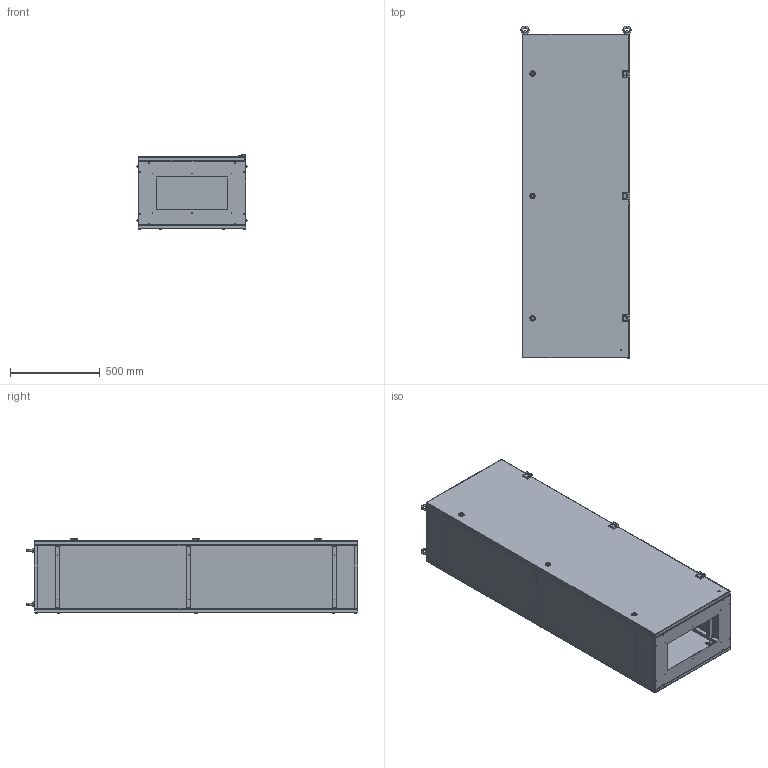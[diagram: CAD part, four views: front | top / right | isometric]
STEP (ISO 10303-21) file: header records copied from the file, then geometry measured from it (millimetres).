
FILE_DESCRIPTION (( 'STEP AP203' ), '1' );
FILE_NAME ('ÙÌÏ 1800õ600õ400 IP31.STEP', '2020-12-25T13:13:47', ( '' ), ( '' ), 'SwSTEP 2.0', 'SolidWorks 2019', '' );
FILE_SCHEMA (( 'CONFIG_CONTROL_DESIGN' ));
Length unit declared in the file: millimetre
Products named in the file (31): Ïåòëÿ óãëîâàÿ Atos MK20.5.V1.25; Ñòåíêà âåðõíÿÿ; Ñòåíêà çàäíÿÿ; hex screw gradeab_din_DIN EN 24017 - M10 x 20-N; Êîðïóñ â ñáîðå; Ñòåíêà ëåâàÿ â ñáîðå; Îïîðà ïðàâàÿ; Îñíîâàíèå ïåòëè; pan head cross recess screw_din2_DIN EN ISO 7045 - M6 x 12 - Z - 12N; Z-ïðîôèëü; hex nut style 1 gradeab_din_Hexagon Nut ISO 4032 - M4 - W - N; Ñòåíêà íèæíÿÿ; Äâåðü â ñáîðå; ﾄ粢; Çàêëåïêà ãàå÷íàÿ Ì6; Øïèëüêà ïðèâàðíàÿ Ì6õ16; lifting eye nut 01_din_DIN 582-M10-N; Ñòåíêà ëåâàÿ; Îïîðà ëåâàÿ; ÙÌÏ 1800õ600õ400 IP31; Ñòåíêà çàäíÿÿ â ñáîðå; Êîðïóñ ïåòëè; Ñòåíêà çàäíÿÿ ÑÁ (ïðèñòðåëêà); hex flange nut_din_Hexagon Flange Nut DIN 6923 - M6 - N; pan head cross recess screw_din2_ISO 7045 - M6 x 30 - Z --- 30N; ﾇ瑟鶴 IP54; Ñòåíêà ïðàâàÿ; Ñòåíêà ïðàâàÿ â ñáîðå; øïèëüêà îáìåäíåííàÿ Ì4õ12
Assembly tree (84 placements, depth 4):
  ÙÌÏ 1800õ600õ400 IP31
    Êîðïóñ â ñáîðå
      Ñòåíêà ëåâàÿ â ñáîðå
        Ñòåíêà ëåâàÿ
        Z-ïðîôèëü  x3
      Ñòåíêà ïðàâàÿ â ñáîðå
        Ñòåíêà ïðàâàÿ
        Z-ïðîôèëü  x3
        Øïèëüêà ïðèâàðíàÿ Ì6õ16
      Ñòåíêà âåðõíÿÿ
      Ñòåíêà íèæíÿÿ
      Çàêëåïêà ãàå÷íàÿ Ì6  x10
    Ñòåíêà çàäíÿÿ â ñáîðå
      Ñòåíêà çàäíÿÿ ÑÁ (ïðèñòðåëêà)
        Ñòåíêà çàäíÿÿ
        øïèëüêà îáìåäíåííàÿ Ì4õ12  x4
      Îïîðà ïðàâàÿ
      Îïîðà ëåâàÿ
      hex nut style 1 gradeab_din_Hexagon Nut ISO 4032 - M4 - W - N  x4
    Äâåðü â ñáîðå
      ﾄ粢
      Øïèëüêà ïðèâàðíàÿ Ì6õ16
      Ïåòëÿ óãëîâàÿ Atos MK20.5.V1.25
        Îñíîâàíèå ïåòëè
        Êîðïóñ ïåòëè
        pan head cross recess screw_din2_DIN EN ISO 7045 - M6 x 12 - Z - 12N  x2
      Ïåòëÿ óãëîâàÿ Atos MK20.5.V1.25
        Îñíîâàíèå ïåòëè
        Êîðïóñ ïåòëè
        pan head cross recess screw_din2_DIN EN ISO 7045 - M6 x 12 - Z - 12N  x2
      Ïåòëÿ óãëîâàÿ Atos MK20.5.V1.25
        Îñíîâàíèå ïåòëè
        Êîðïóñ ïåòëè
        pan head cross recess screw_din2_DIN EN ISO 7045 - M6 x 12 - Z - 12N  x2
      ﾇ瑟鶴 IP54  x3
    pan head cross recess screw_din2_ISO 7045 - M6 x 30 - Z --- 30N  x10
    hex flange nut_din_Hexagon Flange Nut DIN 6923 - M6 - N  x8
    lifting eye nut 01_din_DIN 582-M10-N  x4
    hex screw gradeab_din_DIN EN 24017 - M10 x 20-N  x4
Bounding box: 611.63 x 1844.99 x 416.98 mm (x, y, z)
Volume: 6903087.2 mm3; surface area: 9141173.5 mm2
Topology: 90 solids, 90 shells, 3770 faces, 9362 edges, 5770 vertices
Faces by surface type: plane 1628, cylinder 1376, cone 436, torus 164, bspline 128, sphere 38
Entity records: 49740 total; most frequent: CARTESIAN_POINT 14963, DIRECTION 6425, ORIENTED_EDGE 6158, EDGE_CURVE 3079, AXIS2_PLACEMENT_3D 2354, VERTEX_POINT 1890, VECTOR 1717, LINE 1717
